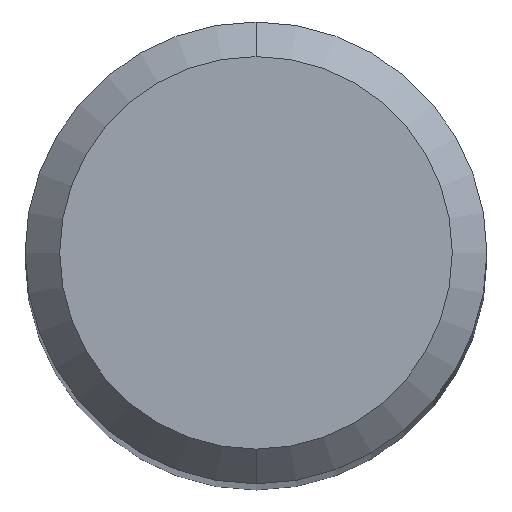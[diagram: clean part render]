
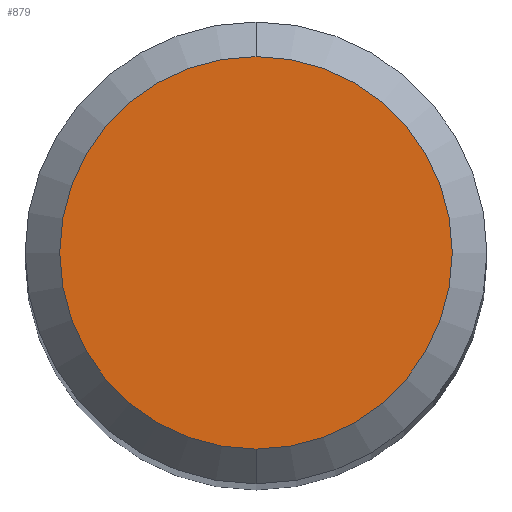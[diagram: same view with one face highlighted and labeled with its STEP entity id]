
A CAD part, top view. The second image highlights one B-rep face of the part: STEP entity #879.
In plain terms, the highlighted planar face has unit normal (0, 0, 1).
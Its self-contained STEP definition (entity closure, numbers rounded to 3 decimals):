
#739=VERTEX_POINT('',#1931);
#879=ADVANCED_FACE('',(#2078),#2079,.T.);
#927=EDGE_CURVE('',#1095,#739,#2132,.T.);
#1095=VERTEX_POINT('',#2315);
#1479=EDGE_CURVE('',#739,#1095,#2737,.T.);
#1931=CARTESIAN_POINT('',(0.,-1.7,0.0));
#2078=FACE_OUTER_BOUND('',#4381,.T.);
#2079=PLANE('',#4382);
#2132=CIRCLE('',#4703,1.7);
#2315=CARTESIAN_POINT('',(0.0,1.7,0.0));
#2737=CIRCLE('',#7890,1.7);
#4381=EDGE_LOOP('',(#10167,#10168));
#4382=AXIS2_PLACEMENT_3D('',#10169,#10170,#10171);
#4703=AXIS2_PLACEMENT_3D('',#10205,#10206,#10207);
#7890=AXIS2_PLACEMENT_3D('',#10815,#10816,#10817);
#10167=ORIENTED_EDGE('',*,*,#927,.F.);
#10168=ORIENTED_EDGE('',*,*,#1479,.F.);
#10169=CARTESIAN_POINT('',(0.0,0.85,0.0));
#10170=DIRECTION('',(-0.0,0.0,1.0));
#10171=DIRECTION('',(0.0,-1.0,0.0));
#10205=CARTESIAN_POINT('',(0.0,0.0,0.0));
#10206=DIRECTION('',(0.0,0.0,-1.0));
#10207=DIRECTION('',(0.0,1.0,0.0));
#10815=CARTESIAN_POINT('',(0.0,0.0,0.0));
#10816=DIRECTION('',(0.0,0.0,-1.0));
#10817=DIRECTION('',(0.0,1.0,0.0));
